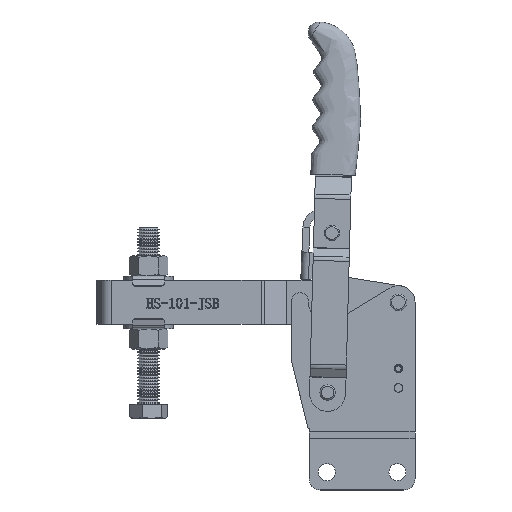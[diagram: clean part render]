
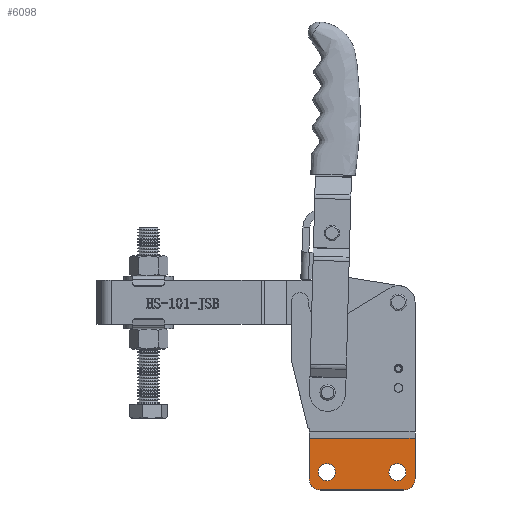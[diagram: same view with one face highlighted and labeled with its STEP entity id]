
A CAD part, top view. The second image highlights one B-rep face of the part: STEP entity #6098.
In plain terms, the highlighted planar face has unit normal (0, 0, 1).
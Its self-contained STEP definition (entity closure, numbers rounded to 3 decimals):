
#1130 = CARTESIAN_POINT ( 'NONE',  ( 8., -41.312, 5. ) ) ;
#1135 = CARTESIAN_POINT ( 'NONE',  ( 12.7, -22.362, 5. ) ) ;
#2129 = CARTESIAN_POINT ( 'NONE',  ( 76.2, -33.312, 5. ) ) ;
#2130 = CARTESIAN_POINT ( 'NONE',  ( 0., -33.312, 5. ) ) ;
#2615 = CARTESIAN_POINT ( 'NONE',  ( 63.5, -22.362, 5. ) ) ;
#2620 = CARTESIAN_POINT ( 'NONE',  ( 63.5, -34.662, 5. ) ) ;
#2697 = CARTESIAN_POINT ( 'NONE',  ( 76.2, -4.212, 5. ) ) ;
#2767 = CARTESIAN_POINT ( 'NONE',  ( 0., -4.212, 5. ) ) ;
#3249 = CARTESIAN_POINT ( 'NONE',  ( 12.7, -34.662, 5. ) ) ;
#3281 = CARTESIAN_POINT ( 'NONE',  ( 68.2, -41.312, 5. ) ) ;
#4956 = CARTESIAN_POINT ( 'NONE',  ( 63.5, -28.512, 5. ) ) ;
#4957 = DIRECTION ( 'NONE',  ( 0., 0., -1. ) ) ;
#4958 = DIRECTION ( 'NONE',  ( 0., 1., 0. ) ) ;
#4966 = CARTESIAN_POINT ( 'NONE',  ( 12.7, -28.512, 5. ) ) ;
#4967 = DIRECTION ( 'NONE',  ( 0., 0., -1. ) ) ;
#4968 = DIRECTION ( 'NONE',  ( 0., 1., 0. ) ) ;
#5097 = CARTESIAN_POINT ( 'NONE',  ( 0., -4.212, 5. ) ) ;
#5098 = DIRECTION ( 'NONE',  ( 1., 0., 0. ) ) ;
#5103 = CARTESIAN_POINT ( 'NONE',  ( 68.2, -33.312, 5. ) ) ;
#5104 = DIRECTION ( 'NONE',  ( 0., 0., -1. ) ) ;
#5105 = DIRECTION ( 'NONE',  ( 0., -1., 0. ) ) ;
#5113 = CARTESIAN_POINT ( 'NONE',  ( 8., -41.312, 5. ) ) ;
#5114 = DIRECTION ( 'NONE',  ( -1., 0., 0. ) ) ;
#5119 = CARTESIAN_POINT ( 'NONE',  ( 8., -33.312, 5. ) ) ;
#5120 = DIRECTION ( 'NONE',  ( 0., 0., -1. ) ) ;
#5121 = DIRECTION ( 'NONE',  ( 0., -1., 0. ) ) ;
#5128 = CARTESIAN_POINT ( 'NONE',  ( 12.7, -28.512, 5. ) ) ;
#5129 = DIRECTION ( 'NONE',  ( 0., 0., -1. ) ) ;
#5130 = DIRECTION ( 'NONE',  ( 0., 1., 0. ) ) ;
#5131 = CARTESIAN_POINT ( 'NONE',  ( 76.2, -33.312, 5. ) ) ;
#5132 = DIRECTION ( 'NONE',  ( 0., -1., 0. ) ) ;
#5136 = CARTESIAN_POINT ( 'NONE',  ( 0., -3.712, 5. ) ) ;
#5137 = CARTESIAN_POINT ( 'NONE',  ( 63.5, -28.512, 5. ) ) ;
#5138 = DIRECTION ( 'NONE',  ( 0., 0., -1. ) ) ;
#5139 = DIRECTION ( 'NONE',  ( 0., 1., 0. ) ) ;
#5140 = DIRECTION ( 'NONE',  ( 0., 1., 0. ) ) ;
#6098 = ADVANCED_FACE ( 'NONE', ( #27490, #27499, #27495 ), #29450, .T. ) ;
#6382 = LINE ( 'NONE', #5131, #6383 ) ;
#6383 = VECTOR ( 'NONE', #5132, 1000. ) ;
#6385 = LINE ( 'NONE', #5136, #6386 ) ;
#6386 = VECTOR ( 'NONE', #5140, 1000. ) ;
#15796 = ORIENTED_EDGE ( 'NONE', *, *, #16953, .T. ) ;
#15798 = ORIENTED_EDGE ( 'NONE', *, *, #17029, .T. ) ;
#15799 = ORIENTED_EDGE ( 'NONE', *, *, #16957, .T. ) ;
#15801 = ORIENTED_EDGE ( 'NONE', *, *, #17027, .T. ) ;
#15803 = ORIENTED_EDGE ( 'NONE', *, *, #17030, .F. ) ;
#15805 = ORIENTED_EDGE ( 'NONE', *, *, #17014, .F. ) ;
#15808 = ORIENTED_EDGE ( 'NONE', *, *, #17031, .F. ) ;
#15810 = ORIENTED_EDGE ( 'NONE', *, *, #17023, .F. ) ;
#15812 = ORIENTED_EDGE ( 'NONE', *, *, #17020, .F. ) ;
#15814 = ORIENTED_EDGE ( 'NONE', *, *, #17016, .F. ) ;
#16953 = EDGE_CURVE ( 'NONE', #24264, #24267, #31789, .T. ) ;
#16957 = EDGE_CURVE ( 'NONE', #25154, #23496, #31795, .T. ) ;
#17014 = EDGE_CURVE ( 'NONE', #24495, #24387, #31890, .T. ) ;
#17016 = EDGE_CURVE ( 'NONE', #23531, #25186, #31886, .T. ) ;
#17020 = EDGE_CURVE ( 'NONE', #25186, #23491, #31900, .T. ) ;
#17023 = EDGE_CURVE ( 'NONE', #23491, #23532, #31906, .T. ) ;
#17027 = EDGE_CURVE ( 'NONE', #23496, #25154, #31912, .T. ) ;
#17029 = EDGE_CURVE ( 'NONE', #24267, #24264, #27988, .T. ) ;
#17030 = EDGE_CURVE ( 'NONE', #24387, #23531, #6382, .T. ) ;
#17031 = EDGE_CURVE ( 'NONE', #23532, #24495, #6385, .T. ) ;
#19542 = EDGE_LOOP ( 'NONE', ( #15803, #15805, #15808, #15810, #15812, #15814 ) ) ;
#19546 = EDGE_LOOP ( 'NONE', ( #15796, #15798 ) ) ;
#19554 = EDGE_LOOP ( 'NONE', ( #15799, #15801 ) ) ;
#23491 = VERTEX_POINT ( 'NONE', #1130 ) ;
#23496 = VERTEX_POINT ( 'NONE', #1135 ) ;
#23531 = VERTEX_POINT ( 'NONE', #2129 ) ;
#23532 = VERTEX_POINT ( 'NONE', #2130 ) ;
#24264 = VERTEX_POINT ( 'NONE', #2620 ) ;
#24267 = VERTEX_POINT ( 'NONE', #2615 ) ;
#24387 = VERTEX_POINT ( 'NONE', #2697 ) ;
#24495 = VERTEX_POINT ( 'NONE', #2767 ) ;
#25154 = VERTEX_POINT ( 'NONE', #3249 ) ;
#25186 = VERTEX_POINT ( 'NONE', #3281 ) ;
#27490 = FACE_BOUND ( 'NONE', #19546, .T. ) ;
#27495 = FACE_OUTER_BOUND ( 'NONE', #19542, .T. ) ;
#27499 = FACE_BOUND ( 'NONE', #19554, .T. ) ;
#27988 = CIRCLE ( 'NONE', #28902, 6.15 ) ;
#28223 = AXIS2_PLACEMENT_3D ( 'NONE', #29448, #29446, #29452 ) ;
#28874 = AXIS2_PLACEMENT_3D ( 'NONE', #4956, #4957, #4958 ) ;
#28876 = AXIS2_PLACEMENT_3D ( 'NONE', #4966, #4967, #4968 ) ;
#28895 = AXIS2_PLACEMENT_3D ( 'NONE', #5103, #5104, #5105 ) ;
#28897 = AXIS2_PLACEMENT_3D ( 'NONE', #5119, #5120, #5121 ) ;
#28900 = AXIS2_PLACEMENT_3D ( 'NONE', #5128, #5129, #5130 ) ;
#28902 = AXIS2_PLACEMENT_3D ( 'NONE', #5137, #5138, #5139 ) ;
#29446 = DIRECTION ( 'NONE',  ( 0., 0., 1. ) ) ;
#29448 = CARTESIAN_POINT ( 'NONE',  ( 68.2, -33.312, 5. ) ) ;
#29450 = PLANE ( 'NONE',  #28223 ) ;
#29452 = DIRECTION ( 'NONE',  ( 0., -1., 0. ) ) ;
#31789 = CIRCLE ( 'NONE', #28874, 6.15 ) ;
#31795 = CIRCLE ( 'NONE', #28876, 6.15 ) ;
#31886 = CIRCLE ( 'NONE', #28895, 8. ) ;
#31890 = LINE ( 'NONE', #5097, #31893 ) ;
#31893 = VECTOR ( 'NONE', #5098, 1000. ) ;
#31900 = LINE ( 'NONE', #5113, #31903 ) ;
#31903 = VECTOR ( 'NONE', #5114, 1000. ) ;
#31906 = CIRCLE ( 'NONE', #28897, 8. ) ;
#31912 = CIRCLE ( 'NONE', #28900, 6.15 ) ;
